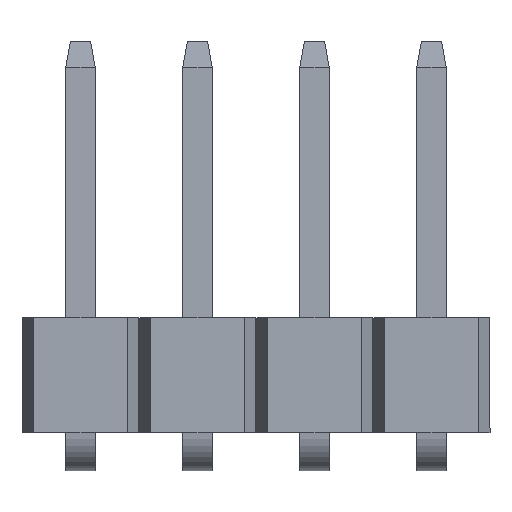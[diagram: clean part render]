
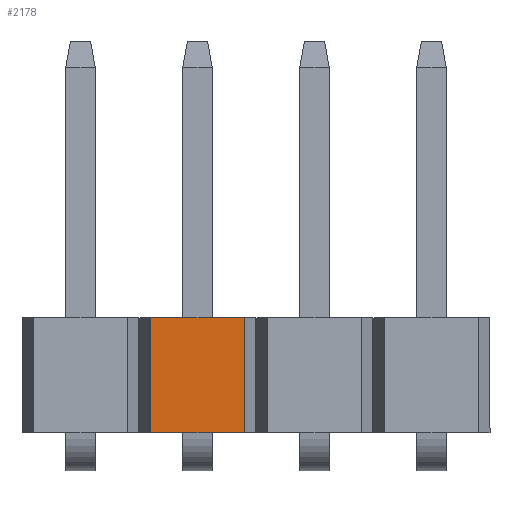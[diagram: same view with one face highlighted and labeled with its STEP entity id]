
A CAD part, front view. The second image highlights one B-rep face of the part: STEP entity #2178.
In plain terms, the highlighted planar face has unit normal (0, -1, 0).
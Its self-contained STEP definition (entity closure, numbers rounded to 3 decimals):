
#76 = EDGE_LOOP ( 'NONE', ( #3002, #2997, #1452, #846 ) ) ;
#197 = VERTEX_POINT ( 'NONE', #832 ) ;
#229 = VECTOR ( 'NONE', #3323, 1000. ) ;
#300 = VECTOR ( 'NONE', #659, 1000. ) ;
#355 = EDGE_CURVE ( 'NONE', #3496, #2727, #2477, .T. ) ;
#382 = EDGE_CURVE ( 'NONE', #197, #2067, #1190, .T. ) ;
#479 = VECTOR ( 'NONE', #3290, 1000. ) ;
#659 = DIRECTION ( 'NONE',  ( 1., 0., 0. ) ) ;
#832 = CARTESIAN_POINT ( 'NONE',  ( -48.01, -1.27, 2.5 ) ) ;
#846 = ORIENTED_EDGE ( 'NONE', *, *, #1117, .T. ) ;
#1040 = AXIS2_PLACEMENT_3D ( 'NONE', #3462, #2711, #1352 ) ;
#1117 = EDGE_CURVE ( 'NONE', #2727, #2067, #1391, .T. ) ;
#1130 = CARTESIAN_POINT ( 'NONE',  ( -50.8, -1.27, 0. ) ) ;
#1190 = LINE ( 'NONE', #3082, #300 ) ;
#1220 = CARTESIAN_POINT ( 'NONE',  ( -48.01, -1.27, 0. ) ) ;
#1352 = DIRECTION ( 'NONE',  ( 0., 0., 1. ) ) ;
#1391 = LINE ( 'NONE', #3282, #1775 ) ;
#1452 = ORIENTED_EDGE ( 'NONE', *, *, #355, .T. ) ;
#1775 = VECTOR ( 'NONE', #2469, 1000. ) ;
#2052 = CARTESIAN_POINT ( 'NONE',  ( -45.97, -1.27, 2.5 ) ) ;
#2067 = VERTEX_POINT ( 'NONE', #2052 ) ;
#2178 = ADVANCED_FACE ( 'NONE', ( #3181 ), #2964, .F. ) ;
#2187 = LINE ( 'NONE', #2240, #229 ) ;
#2212 = CARTESIAN_POINT ( 'NONE',  ( -45.97, -1.27, 0. ) ) ;
#2240 = CARTESIAN_POINT ( 'NONE',  ( -48.01, -1.27, -3. ) ) ;
#2469 = DIRECTION ( 'NONE',  ( 0., 0., 1. ) ) ;
#2477 = LINE ( 'NONE', #1130, #479 ) ;
#2711 = DIRECTION ( 'NONE',  ( 0., 1., 0. ) ) ;
#2727 = VERTEX_POINT ( 'NONE', #2212 ) ;
#2964 = PLANE ( 'NONE',  #1040 ) ;
#2997 = ORIENTED_EDGE ( 'NONE', *, *, #3372, .F. ) ;
#3002 = ORIENTED_EDGE ( 'NONE', *, *, #382, .F. ) ;
#3082 = CARTESIAN_POINT ( 'NONE',  ( -50.8, -1.27, 2.5 ) ) ;
#3181 = FACE_OUTER_BOUND ( 'NONE', #76, .T. ) ;
#3282 = CARTESIAN_POINT ( 'NONE',  ( -45.97, -1.27, -3. ) ) ;
#3290 = DIRECTION ( 'NONE',  ( 1., 0., 0. ) ) ;
#3323 = DIRECTION ( 'NONE',  ( 0., 0., 1. ) ) ;
#3372 = EDGE_CURVE ( 'NONE', #3496, #197, #2187, .T. ) ;
#3462 = CARTESIAN_POINT ( 'NONE',  ( -50.8, -1.27, 2.5 ) ) ;
#3496 = VERTEX_POINT ( 'NONE', #1220 ) ;
